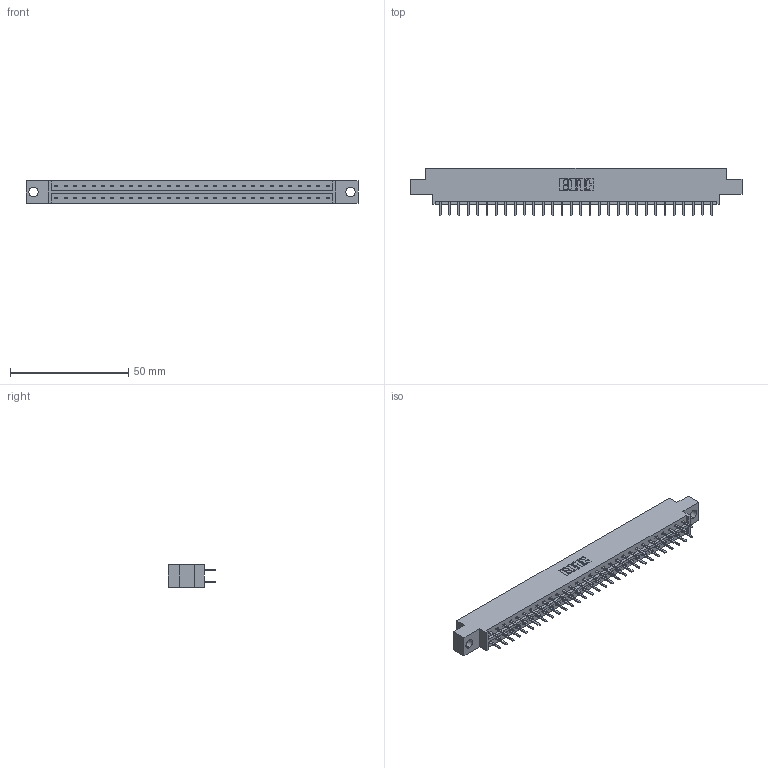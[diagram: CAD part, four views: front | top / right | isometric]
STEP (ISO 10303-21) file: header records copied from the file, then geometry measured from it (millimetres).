
FILE_DESCRIPTION (( 'STEP AP203' ), '1' );
FILE_NAME ('833-060-520-804.STEP', '2020-06-05T01:52:46', ( '' ), ( '' ), 'SwSTEP 2.0', 'SolidWorks 2020', '' );
FILE_SCHEMA (( 'CONFIG_CONTROL_DESIGN' ));
Length unit declared in the file: inch
Products named in the file (3): 833-060-520-804; 833 Part_Offset - .156 Dia - TH; 345-292-001_345-293-120
Assembly tree (61 placements, depth 2):
  833-060-520-804
    833 Part_Offset - .156 Dia - TH
    345-292-001_345-293-120  x60
Bounding box: 140.41 x 20.02 x 9.4 mm (x, y, z)
Volume: 13880.9 mm3; surface area: 16232.2 mm2
Topology: 61 solids, 61 shells, 3478 faces, 10103 edges, 6574 vertices
Faces by surface type: plane 2354, cylinder 1124
Entity records: 21101 total; most frequent: CARTESIAN_POINT 3526, ORIENTED_EDGE 3450, DIRECTION 3021, EDGE_CURVE 1725, VECTOR 1593, LINE 1593, VERTEX_POINT 1146, AXIS2_PLACEMENT_3D 714
